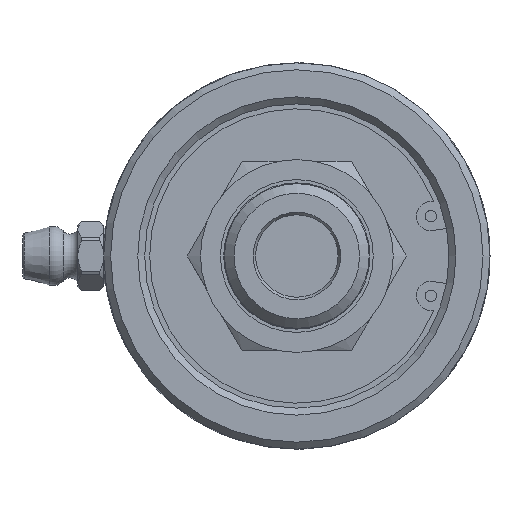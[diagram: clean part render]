
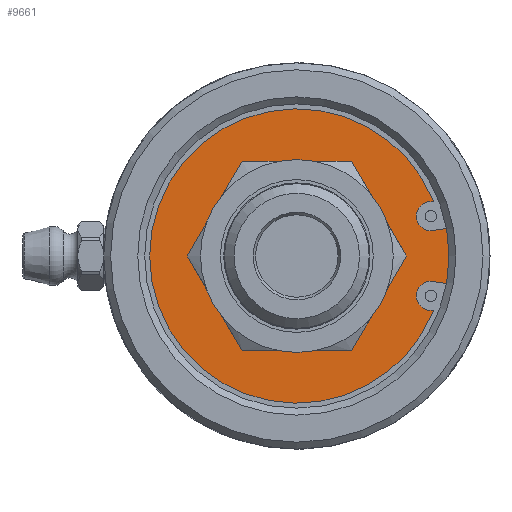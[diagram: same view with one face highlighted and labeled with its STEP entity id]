
A CAD part, left-side view. The second image highlights one B-rep face of the part: STEP entity #9661.
In plain terms, the highlighted planar face has unit normal (-1, 0, 0).
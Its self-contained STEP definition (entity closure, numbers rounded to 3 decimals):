
#458=PLANE('',#10409);
#565=FACE_BOUND('',#2117,.T.);
#1521=FACE_OUTER_BOUND('',#2116,.T.);
#2116=EDGE_LOOP('',(#8542,#8543,#8544,#8545,#8546,#8547));
#2117=EDGE_LOOP('',(#8548,#8549));
#2334=CIRCLE('',#9938,16.952);
#2336=CIRCLE('',#9941,1.682);
#2338=CIRCLE('',#9945,1.682);
#2434=CIRCLE('',#10114,9.575);
#2435=CIRCLE('',#10115,9.575);
#2585=CIRCLE('',#10410,18.735);
#2713=LINE('',#14482,#3174);
#2720=LINE('',#14499,#3181);
#3174=VECTOR('',#10963,10.);
#3181=VECTOR('',#10978,10.);
#3814=VERTEX_POINT('',#14467);
#3815=VERTEX_POINT('',#14469);
#3817=VERTEX_POINT('',#14475);
#3819=VERTEX_POINT('',#14481);
#3822=VERTEX_POINT('',#14489);
#3825=VERTEX_POINT('',#14497);
#3965=VERTEX_POINT('',#15200);
#3966=VERTEX_POINT('',#15201);
#4821=EDGE_CURVE('',#3815,#3814,#2334,.T.);
#4824=EDGE_CURVE('',#3817,#3815,#2336,.T.);
#4827=EDGE_CURVE('',#3819,#3817,#2713,.T.);
#4832=EDGE_CURVE('',#3814,#3822,#2338,.T.);
#4836=EDGE_CURVE('',#3822,#3825,#2720,.T.);
#5037=EDGE_CURVE('',#3965,#3966,#2434,.T.);
#5038=EDGE_CURVE('',#3966,#3965,#2435,.T.);
#5824=EDGE_CURVE('',#3825,#3819,#2585,.T.);
#8542=ORIENTED_EDGE('',*,*,#4836,.T.);
#8543=ORIENTED_EDGE('',*,*,#5824,.T.);
#8544=ORIENTED_EDGE('',*,*,#4827,.T.);
#8545=ORIENTED_EDGE('',*,*,#4824,.T.);
#8546=ORIENTED_EDGE('',*,*,#4821,.T.);
#8547=ORIENTED_EDGE('',*,*,#4832,.T.);
#8548=ORIENTED_EDGE('',*,*,#5037,.T.);
#8549=ORIENTED_EDGE('',*,*,#5038,.T.);
#9661=ADVANCED_FACE('',(#1521,#565),#458,.F.);
#9938=AXIS2_PLACEMENT_3D('',#14470,#10950,#10951);
#9941=AXIS2_PLACEMENT_3D('',#14476,#10957,#10958);
#9945=AXIS2_PLACEMENT_3D('',#14491,#10971,#10972);
#10114=AXIS2_PLACEMENT_3D('',#15202,#11359,#11360);
#10115=AXIS2_PLACEMENT_3D('',#15203,#11361,#11362);
#10409=AXIS2_PLACEMENT_3D('',#26425,#12270,#12271);
#10410=AXIS2_PLACEMENT_3D('',#26426,#12272,#12273);
#10950=DIRECTION('center_axis',(-1.,0.,0.));
#10951=DIRECTION('ref_axis',(0.,0.93,0.368));
#10957=DIRECTION('center_axis',(1.,0.,0.));
#10958=DIRECTION('ref_axis',(0.,1.,-0.008));
#10963=DIRECTION('',(0.,0.987,-0.16));
#10971=DIRECTION('center_axis',(1.,0.,0.));
#10972=DIRECTION('ref_axis',(0.,1.,0.008));
#10978=DIRECTION('',(0.,-0.987,-0.16));
#11359=DIRECTION('center_axis',(1.,0.,0.));
#11360=DIRECTION('ref_axis',(0.,0.,
-1.));
#11361=DIRECTION('center_axis',(1.,0.,0.));
#11362=DIRECTION('ref_axis',(0.,0.,
-1.));
#12270=DIRECTION('center_axis',(1.,0.,0.));
#12271=DIRECTION('ref_axis',(0.,0.,-1.));
#12272=DIRECTION('center_axis',(-1.,0.,0.));
#12273=DIRECTION('ref_axis',(0.,1.,0.));
#14467=CARTESIAN_POINT('',(4.76,-15.761,-6.243));
#14469=CARTESIAN_POINT('',(4.76,-15.761,6.243));
#14470=CARTESIAN_POINT('Origin',(4.76,0.,0.));
#14475=CARTESIAN_POINT('',(4.76,-15.786,2.944));
#14476=CARTESIAN_POINT('Origin',(4.76,-15.445,4.591));
#14481=CARTESIAN_POINT('',(4.76,-18.429,3.373));
#14482=CARTESIAN_POINT('',(4.76,-1.229,0.581));
#14489=CARTESIAN_POINT('',(4.76,-15.786,-2.944));
#14491=CARTESIAN_POINT('Origin',(4.76,-15.445,-4.591));
#14497=CARTESIAN_POINT('',(4.76,-18.429,-3.373));
#14499=CARTESIAN_POINT('',(4.76,-2.55,-0.795));
#15200=CARTESIAN_POINT('',(4.76,0.,-9.575));
#15201=CARTESIAN_POINT('',(4.76,0.,9.575));
#15202=CARTESIAN_POINT('Origin',(4.76,0.,
0.));
#15203=CARTESIAN_POINT('Origin',(4.76,0.,
0.));
#26425=CARTESIAN_POINT('Origin',(4.76,13.618,0.));
#26426=CARTESIAN_POINT('Origin',(4.76,0.,0.));
